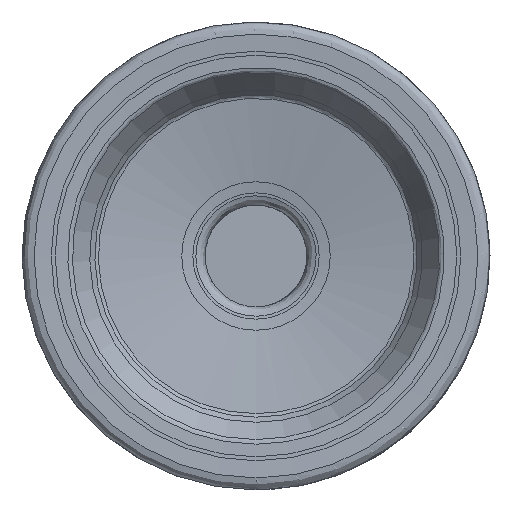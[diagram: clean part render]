
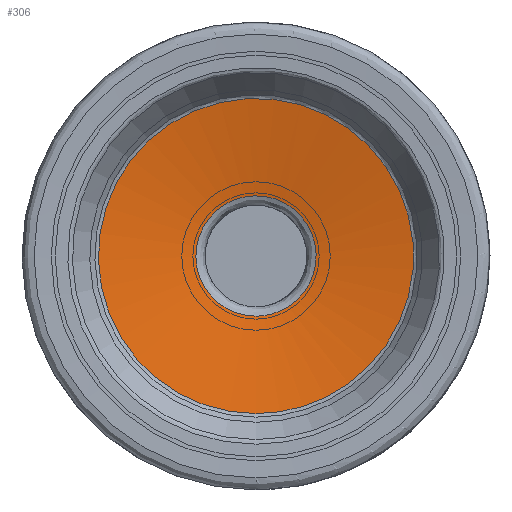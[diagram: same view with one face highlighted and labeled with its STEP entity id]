
A CAD part, left-side view. The second image highlights one B-rep face of the part: STEP entity #306.
In plain terms, the highlighted face is a revolution surface.
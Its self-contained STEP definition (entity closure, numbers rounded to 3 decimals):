
#38=LINE('',#1053,#48);
#48=VECTOR('',#887,3.389);
#69=SURFACE_OF_REVOLUTION('',#38,#91);
#91=AXIS1_PLACEMENT('',#1054,#888);
#306=ADVANCED_FACE('',(#384,#385),#69,.T.);
#384=FACE_BOUND('',#464,.T.);
#385=FACE_BOUND('',#465,.T.);
#464=EDGE_LOOP('',(#544));
#465=EDGE_LOOP('',(#545));
#544=ORIENTED_EDGE('',*,*,#630,.F.);
#545=ORIENTED_EDGE('',*,*,#629,.T.);
#589=VERTEX_POINT('',#1048);
#590=VERTEX_POINT('',#1052);
#629=EDGE_CURVE('',#589,#589,#669,.T.);
#630=EDGE_CURVE('',#590,#590,#670,.T.);
#669=CIRCLE('',#732,2.057);
#670=CIRCLE('',#734,5.388);
#732=AXIS2_PLACEMENT_3D('',#1047,#880,#881);
#734=AXIS2_PLACEMENT_3D('',#1051,#885,#886);
#880=DIRECTION('',(1.,0.,0.));
#881=DIRECTION('',(0.,0.,-1.));
#885=DIRECTION('',(1.,0.,0.));
#886=DIRECTION('',(0.,0.,-1.));
#887=DIRECTION('',(-0.173,-0.985,0.015));
#888=DIRECTION('',(1.,0.,0.));
#1047=CARTESIAN_POINT('',(2.007,0.,0.));
#1048=CARTESIAN_POINT('',(2.007,0.,-2.057));
#1051=CARTESIAN_POINT('',(1.419,0.,0.));
#1052=CARTESIAN_POINT('',(1.419,0.,-5.388));
#1053=CARTESIAN_POINT('',(2.007,-2.05,-0.169));
#1054=CARTESIAN_POINT('',(1.4,0.,0.));
